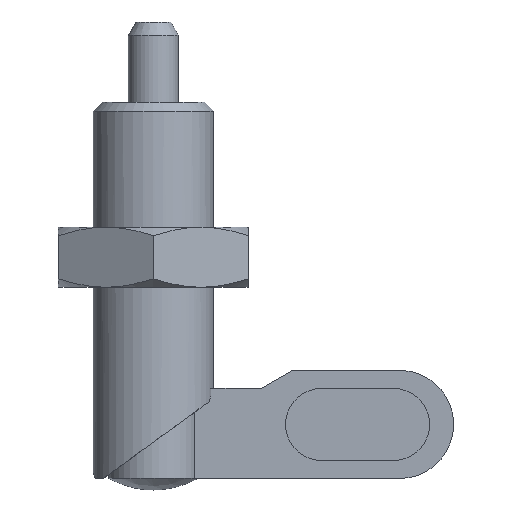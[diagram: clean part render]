
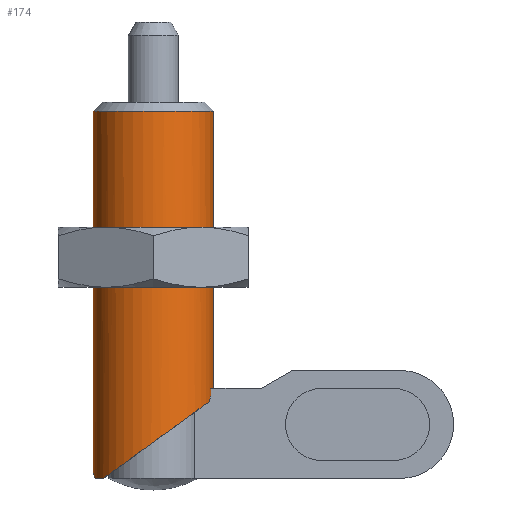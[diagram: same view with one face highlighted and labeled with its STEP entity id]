
A CAD part, front view. The second image highlights one B-rep face of the part: STEP entity #174.
In plain terms, the highlighted cylindrical face has radius 6 mm (diameter 12 mm), a partial arc.
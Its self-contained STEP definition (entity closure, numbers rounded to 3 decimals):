
#174 = ADVANCED_FACE( '', ( #254 ), #255, .T. );
#254 = FACE_OUTER_BOUND( '', #416, .T. );
#255 = CYLINDRICAL_SURFACE( '', #417, 6. );
#416 = EDGE_LOOP( '', ( #593, #594, #595, #596, #597, #598, #599 ) );
#417 = AXIS2_PLACEMENT_3D( '', #600, #601, #602 );
#593 = ORIENTED_EDGE( '', *, *, #1152, .F. );
#594 = ORIENTED_EDGE( '', *, *, #1143, .T. );
#595 = ORIENTED_EDGE( '', *, *, #1153, .F. );
#596 = ORIENTED_EDGE( '', *, *, #1154, .T. );
#597 = ORIENTED_EDGE( '', *, *, #1155, .F. );
#598 = ORIENTED_EDGE( '', *, *, #1156, .T. );
#599 = ORIENTED_EDGE( '', *, *, #1157, .T. );
#600 = CARTESIAN_POINT( '', ( 0., 0., -19.26 ) );
#601 = DIRECTION( '', ( 0., 0., 1. ) );
#602 = DIRECTION( '', ( 1., 0., 0. ) );
#1143 = EDGE_CURVE( '', #1311, #1315, #1317, .T. );
#1152 = EDGE_CURVE( '', #1311, #1334, #1335, .T. );
#1153 = EDGE_CURVE( '', #1336, #1315, #1337, .T. );
#1154 = EDGE_CURVE( '', #1336, #1338, #1339, .T. );
#1155 = EDGE_CURVE( '', #1340, #1338, #1341, .T. );
#1156 = EDGE_CURVE( '', #1340, #1342, #1343, .T. );
#1157 = EDGE_CURVE( '', #1342, #1334, #1344, .T. );
#1311 = VERTEX_POINT( '', #1587 );
#1315 = VERTEX_POINT( '', #1592 );
#1317 = CIRCLE( '', #1595, 6. );
#1334 = VERTEX_POINT( '', #1616 );
#1335 = LINE( '', #1617, #1618 );
#1336 = VERTEX_POINT( '', #1619 );
#1337 = LINE( '', #1620, #1621 );
#1338 = VERTEX_POINT( '', #1622 );
#1339 = B_SPLINE_CURVE_WITH_KNOTS( '', 3, ( #1623, #1624, #1625, #1626, #1627, #1628, #1629, #1630, #1631, #1632, #1633, #1634, #1635, #1636, #1637, #1638, #1639, #1640 ), .UNSPECIFIED., .F., .F., ( 4, 2, 2, 2, 2, 2, 2, 2, 4 ), ( 2.265, 2.387, 2.864, 3.341, 3.818, 4.295, 4.772, 5.249, 5.371 ), .UNSPECIFIED. );
#1340 = VERTEX_POINT( '', #1641 );
#1341 = CIRCLE( '', #1642, 6. );
#1342 = VERTEX_POINT( '', #1643 );
#1343 = ELLIPSE( '', #1644, 7.416, 6. );
#1344 = B_SPLINE_CURVE_WITH_KNOTS( '', 3, ( #1645, #1646, #1647, #1648, #1649, #1650, #1651, #1652, #1653, #1654, #1655, #1656, #1657, #1658, #1659, #1660, #1661, #1662, #1663, #1664, #1665, #1666, #1667, #1668, #1669, #1670 ), .UNSPECIFIED., .F., .F., ( 4, 2, 2, 2, 2, 2, 2, 2, 2, 2, 2, 2, 4 ), ( 1.196, 1.433, 1.91, 2.387, 2.864, 3.341, 3.818, 4.295, 4.772, 5.249, 5.726, 6.203, 6.44 ), .UNSPECIFIED. );
#1587 = CARTESIAN_POINT( '', ( 6., 0., -0.92 ) );
#1592 = CARTESIAN_POINT( '', ( -6., 0., -0.92 ) );
#1595 = AXIS2_PLACEMENT_3D( '', #2324, #2325, #2326 );
#1616 = CARTESIAN_POINT( '', ( 6., 0., -28.6 ) );
#1617 = CARTESIAN_POINT( '', ( 6., 0., -19.26 ) );
#1618 = VECTOR( '', #2343, 1. );
#1619 = CARTESIAN_POINT( '', ( -6., 0., -37.1 ) );
#1620 = CARTESIAN_POINT( '', ( -6., 0., -19.26 ) );
#1621 = VECTOR( '', #2344, 1. );
#1622 = CARTESIAN_POINT( '', ( -5.809, -1.5, -37.6 ) );
#1623 = CARTESIAN_POINT( '', ( -5.809, 1.5, -37.6 ) );
#1624 = CARTESIAN_POINT( '', ( -5.818, 1.467, -37.575 ) );
#1625 = CARTESIAN_POINT( '', ( -5.827, 1.433, -37.551 ) );
#1626 = CARTESIAN_POINT( '', ( -5.867, 1.263, -37.436 ) );
#1627 = CARTESIAN_POINT( '', ( -5.897, 1.116, -37.357 ) );
#1628 = CARTESIAN_POINT( '', ( -5.947, 0.808, -37.228 ) );
#1629 = CARTESIAN_POINT( '', ( -5.967, 0.647, -37.18 ) );
#1630 = CARTESIAN_POINT( '', ( -5.994, 0.323, -37.115 ) );
#1631 = CARTESIAN_POINT( '', ( -6., 0.159, -37.1 ) );
#1632 = CARTESIAN_POINT( '', ( -6., -0.159, -37.1 ) );
#1633 = CARTESIAN_POINT( '', ( -5.994, -0.323, -37.115 ) );
#1634 = CARTESIAN_POINT( '', ( -5.967, -0.647, -37.18 ) );
#1635 = CARTESIAN_POINT( '', ( -5.947, -0.808, -37.228 ) );
#1636 = CARTESIAN_POINT( '', ( -5.897, -1.116, -37.357 ) );
#1637 = CARTESIAN_POINT( '', ( -5.867, -1.263, -37.436 ) );
#1638 = CARTESIAN_POINT( '', ( -5.827, -1.433, -37.551 ) );
#1639 = CARTESIAN_POINT( '', ( -5.818, -1.467, -37.575 ) );
#1640 = CARTESIAN_POINT( '', ( -5.809, -1.5, -37.6 ) );
#1641 = CARTESIAN_POINT( '', ( -5., -3.317, -37.6 ) );
#1642 = AXIS2_PLACEMENT_3D( '', #2345, #2346, #2347 );
#1643 = CARTESIAN_POINT( '', ( 5.582, -2.199, -29.911 ) );
#1644 = AXIS2_PLACEMENT_3D( '', #2348, #2349, #2350 );
#1645 = CARTESIAN_POINT( '', ( 5.582, -2.199, -29.911 ) );
#1646 = CARTESIAN_POINT( '', ( 5.598, -2.16, -29.839 ) );
#1647 = CARTESIAN_POINT( '', ( 5.614, -2.118, -29.769 ) );
#1648 = CARTESIAN_POINT( '', ( 5.664, -1.981, -29.566 ) );
#1649 = CARTESIAN_POINT( '', ( 5.7, -1.878, -29.442 ) );
#1650 = CARTESIAN_POINT( '', ( 5.768, -1.658, -29.222 ) );
#1651 = CARTESIAN_POINT( '', ( 5.802, -1.534, -29.119 ) );
#1652 = CARTESIAN_POINT( '', ( 5.867, -1.263, -28.936 ) );
#1653 = CARTESIAN_POINT( '', ( 5.897, -1.116, -28.857 ) );
#1654 = CARTESIAN_POINT( '', ( 5.947, -0.808, -28.728 ) );
#1655 = CARTESIAN_POINT( '', ( 5.967, -0.647, -28.68 ) );
#1656 = CARTESIAN_POINT( '', ( 5.994, -0.323, -28.615 ) );
#1657 = CARTESIAN_POINT( '', ( 6., -0.159, -28.6 ) );
#1658 = CARTESIAN_POINT( '', ( 6., 0.159, -28.6 ) );
#1659 = CARTESIAN_POINT( '', ( 5.994, 0.323, -28.615 ) );
#1660 = CARTESIAN_POINT( '', ( 5.967, 0.647, -28.68 ) );
#1661 = CARTESIAN_POINT( '', ( 5.947, 0.808, -28.728 ) );
#1662 = CARTESIAN_POINT( '', ( 5.897, 1.116, -28.857 ) );
#1663 = CARTESIAN_POINT( '', ( 5.867, 1.263, -28.936 ) );
#1664 = CARTESIAN_POINT( '', ( 5.802, 1.534, -29.119 ) );
#1665 = CARTESIAN_POINT( '', ( 5.768, 1.658, -29.222 ) );
#1666 = CARTESIAN_POINT( '', ( 5.7, 1.878, -29.442 ) );
#1667 = CARTESIAN_POINT( '', ( 5.664, 1.981, -29.566 ) );
#1668 = CARTESIAN_POINT( '', ( 5.614, 2.118, -29.769 ) );
#1669 = CARTESIAN_POINT( '', ( 5.598, 2.16, -29.839 ) );
#1670 = CARTESIAN_POINT( '', ( 5.582, 2.199, -29.911 ) );
#2324 = CARTESIAN_POINT( '', ( 0., 0., -0.92 ) );
#2325 = DIRECTION( '', ( 0., 0., -1. ) );
#2326 = DIRECTION( '', ( 1., 0., 0. ) );
#2343 = DIRECTION( '', ( 0., 0., -1. ) );
#2344 = DIRECTION( '', ( 0., 0., 1. ) );
#2345 = CARTESIAN_POINT( '', ( 0., 0., -37.6 ) );
#2346 = DIRECTION( '', ( 0., 0., -1. ) );
#2347 = DIRECTION( '', ( 1., 0., 0. ) );
#2348 = CARTESIAN_POINT( '', ( 0., 0., -33.967 ) );
#2349 = DIRECTION( '', ( -0.588, 0., 0.809 ) );
#2350 = DIRECTION( '', ( 0.809, 0., 0.588 ) );
